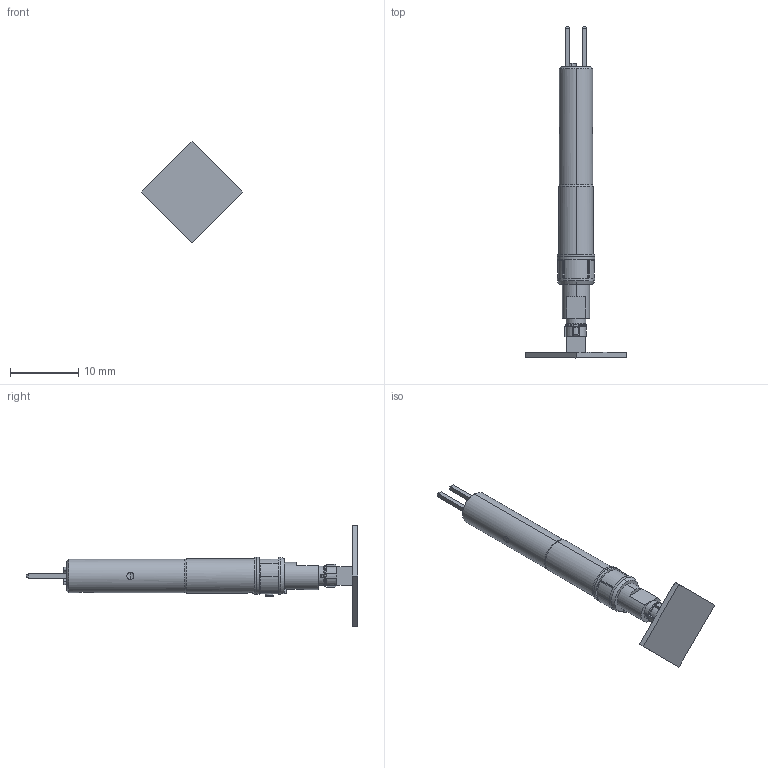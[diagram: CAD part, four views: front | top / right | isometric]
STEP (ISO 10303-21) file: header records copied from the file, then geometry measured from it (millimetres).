
FILE_DESCRIPTION (( 'STEP AP214' ), '1' );
FILE_NAME ('INGUN_109703.STEP', '2021-03-25T14:19:42', ( '' ), ( '' ), 'SwSTEP 2.0', 'SolidWorks 2018', '' );
FILE_SCHEMA (( 'AUTOMOTIVE_DESIGN' ));
Length unit declared in the file: millimetre
Products named in the file (6): 108708~0_S; 108704~0_NanoVTEP 10,5x10,5; 108707~0_S; 108709~0_S; INGUN_109703; 108700~0_S
Assembly tree (5 placements, depth 3):
  INGUN_109703
    108700~0_S
      108709~0_S
      108708~0_S
      108707~0_S
    108704~0_NanoVTEP 10,5x10,5
Bounding box: 14.85 x 48.7 x 14.85 mm (x, y, z)
Volume: 616 mm3; surface area: 1999.6 mm2
Topology: 4 solids, 12 shells, 457 faces, 1245 edges, 822 vertices
Faces by surface type: plane 265, bspline 151, cylinder 31, cone 6, torus 4
Entity records: 25283 total; most frequent: CARTESIAN_POINT 13393, ORIENTED_EDGE 2456, DIRECTION 1504, EDGE_CURVE 1229, VERTEX_POINT 822, LINE 692, VECTOR 692, EDGE_LOOP 486
